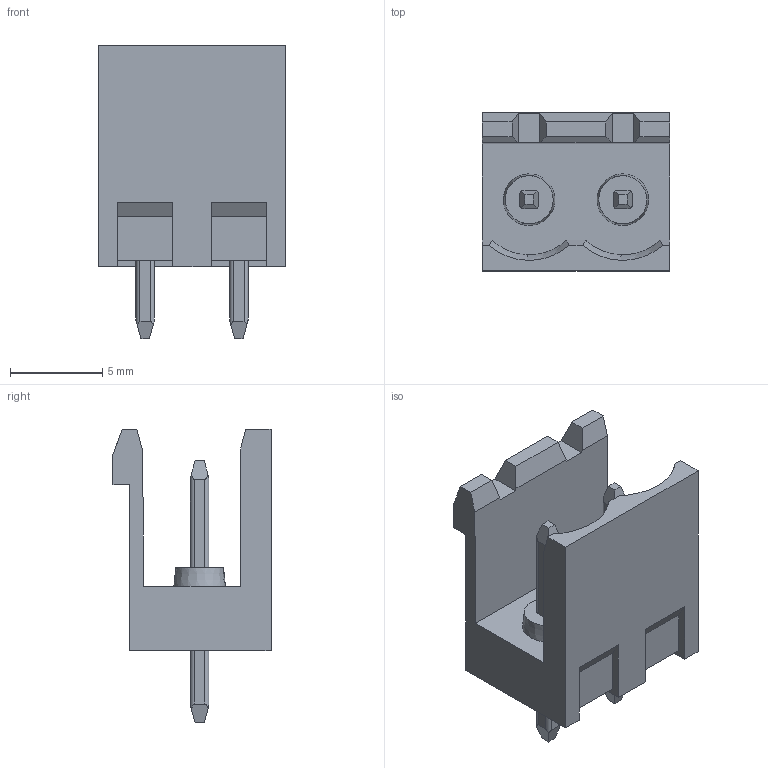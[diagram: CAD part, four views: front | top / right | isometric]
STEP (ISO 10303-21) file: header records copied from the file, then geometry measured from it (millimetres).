
FILE_DESCRIPTION(('FreeCAD Model'),'2;1');
FILE_NAME('Open CASCADE Shape Model','2024-01-11T08:45:14',( 'kicad StepUp'),('ksu MCAD'),'Open CASCADE STEP processor 7.6', 'FreeCAD','Unknown');
FILE_SCHEMA(('AUTOMOTIVE_DESIGN { 1 0 10303 214 1 1 1 1 }'));
Length unit declared in the file: millimetre
Products named in the file (1): _023_03_01_13_01_17_0184_cp001
Bounding box: 10.16 x 8.57 x 15.9 mm (x, y, z)
Volume: 466.6 mm3; surface area: 843.6 mm2
Topology: 3 solids, 3 shells, 441 faces, 1259 edges, 838 vertices
Faces by surface type: plane 355, cylinder 74, cone 8, sphere 4
Entity records: 18342 total; most frequent: CARTESIAN_POINT 3663, ORIENTED_EDGE 2510, DIRECTION 2231, EDGE_CURVE 1255, LINE 1059, VECTOR 1059, VERTEX_POINT 838, AXIS2_PLACEMENT_3D 586
